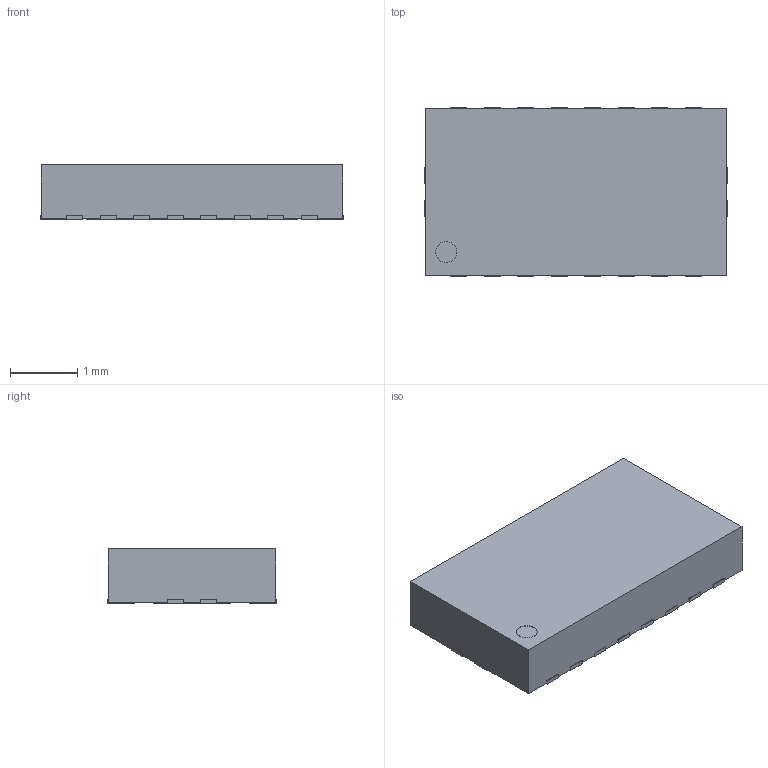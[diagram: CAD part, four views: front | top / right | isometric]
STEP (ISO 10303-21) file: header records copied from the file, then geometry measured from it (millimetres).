
FILE_DESCRIPTION (( 'STEP AP214' ), '1' );
FILE_NAME ('Part2.STEP', '2020-02-10T07:52:34', ( '' ), ( '' ), 'SwSTEP 2.0', 'SolidWorks 2016', '' );
FILE_SCHEMA (( 'AUTOMOTIVE_DESIGN' ));
Length unit declared in the file: millimetre
Products named in the file (1): Part2
Bounding box: 4.52 x 2.52 x 0.81 mm (x, y, z)
Volume: 9.1 mm3; surface area: 34.2 mm2
Topology: 1 solids, 1 shells, 134 faces, 390 edges, 260 vertices
Faces by surface type: plane 132, cylinder 2
Entity records: 5813 total; most frequent: CARTESIAN_POINT 785, ORIENTED_EDGE 780, DIRECTION 664, EDGE_CURVE 390, VECTOR 386, LINE 386, VERTEX_POINT 260, AXIS2_PLACEMENT_3D 139
